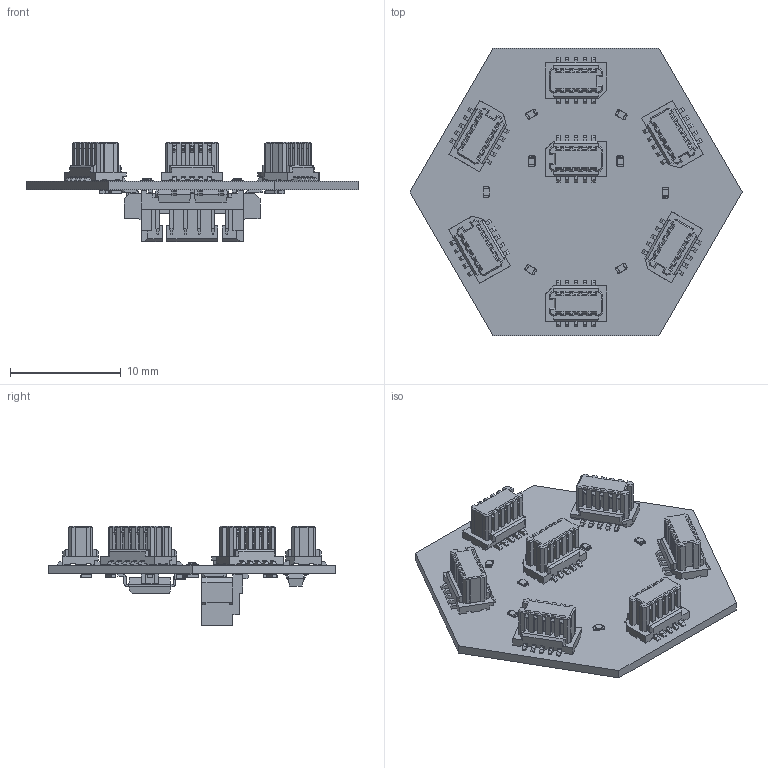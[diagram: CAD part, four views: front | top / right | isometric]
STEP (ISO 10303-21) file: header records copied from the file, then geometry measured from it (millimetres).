
FILE_DESCRIPTION(('Open CASCADE Model'),'2;1');
FILE_NAME('Open CASCADE Shape Model','2022-08-03T11:00:38',('Author'),( 'Open CASCADE'),'Open CASCADE STEP processor 6.8','Open CASCADE 6.8' ,'Unknown');
FILE_SCHEMA(('AUTOMOTIVE_DESIGN { 1 0 10303 214 1 1 1 1 }'));
Length unit declared in the file: millimetre
Products named in the file (51): PCB; Board; Open CASCADE STEP translator 6.8 2.1.1; R2; User_Library-R_0402; R1; X2; 533980671; Open CASCADE STEP translator 6.8 2.4.1.1; Open CASCADE STEP translator 6.8 2.4.1.2; X1; 524651071; Open CASCADE STEP translator 6.8 2.5.1.1; Open CASCADE STEP translator 6.8 2.5.1.2; X7; X6; X8; X5; X4; X3; R5; R6; R7; R8; R9; R10; VD3; User_Library-LED_1006_Y; Gelb; Cut006; Cut005; Cut005_(Mirror_#1); Pad001; VD4; VD5; VD6; VD7; VD8; R3; R4 ...
Assembly tree (73 placements, depth 4):
  PCB
    Board
      Open CASCADE STEP translator 6.8 2.1.1
    R2
      User_Library-R_0402
    R1
      User_Library-R_0402
    X2
      533980671
        Open CASCADE STEP translator 6.8 2.4.1.1
        Open CASCADE STEP translator 6.8 2.4.1.2
    X1
      524651071
        Open CASCADE STEP translator 6.8 2.5.1.1
        Open CASCADE STEP translator 6.8 2.5.1.2
    X7
      524651071
        Open CASCADE STEP translator 6.8 2.5.1.1
        Open CASCADE STEP translator 6.8 2.5.1.2
    X6
      524651071
        Open CASCADE STEP translator 6.8 2.5.1.1
        Open CASCADE STEP translator 6.8 2.5.1.2
    X8
      524651071
        Open CASCADE STEP translator 6.8 2.5.1.1
        Open CASCADE STEP translator 6.8 2.5.1.2
    X5
      524651071
        Open CASCADE STEP translator 6.8 2.5.1.1
        Open CASCADE STEP translator 6.8 2.5.1.2
    X4
      524651071
        Open CASCADE STEP translator 6.8 2.5.1.1
        Open CASCADE STEP translator 6.8 2.5.1.2
    X3
      524651071
        Open CASCADE STEP translator 6.8 2.5.1.1
        Open CASCADE STEP translator 6.8 2.5.1.2
    R5
      User_Library-R_0402
    R6
      User_Library-R_0402
    R7
      User_Library-R_0402
    R8
      User_Library-R_0402
    R9
      User_Library-R_0402
    R10
      User_Library-R_0402
    VD3
      User_Library-LED_1006_Y
        Gelb
        Cut006
        Cut005
        Cut005_(Mirror_#1)
        Pad001
    VD4
      User_Library-LED_1006_Y
Bounding box: 30 x 25.98 x 9.03 mm (x, y, z)
Volume: 887.8 mm3; surface area: 2739 mm2
Topology: 94 solids, 94 shells, 5262 faces, 14264 edges, 9658 vertices
Faces by surface type: plane 4557, cylinder 409, bspline 276, sphere 18, revolution 2
Entity records: 43702 total; most frequent: CARTESIAN_POINT 9071, ORIENTED_EDGE 6696, DIRECTION 6279, EDGE_CURVE 3348, LINE 3029, VECTOR 3029, VERTEX_POINT 2142, AXIS2_PLACEMENT_3D 1624
